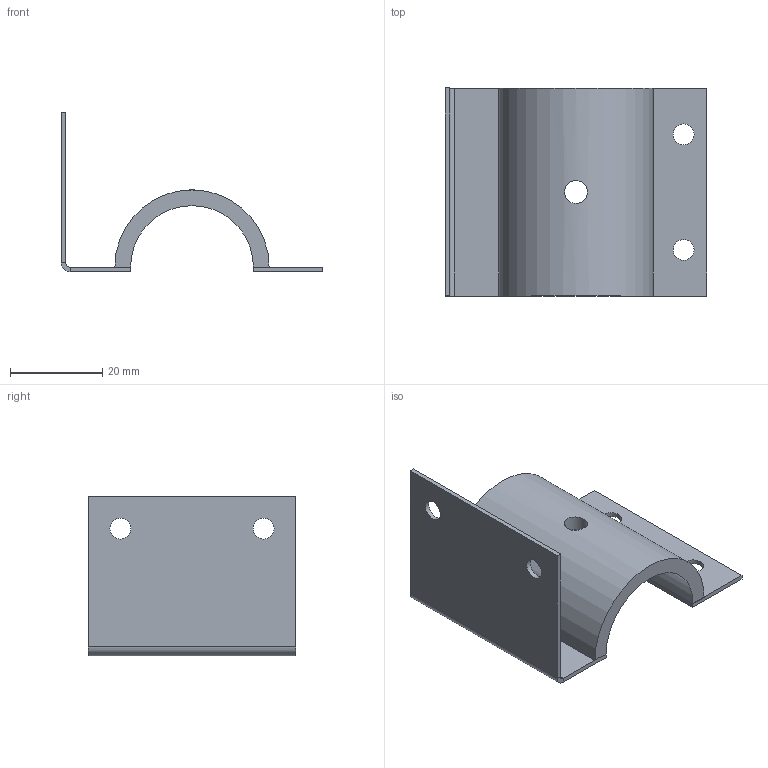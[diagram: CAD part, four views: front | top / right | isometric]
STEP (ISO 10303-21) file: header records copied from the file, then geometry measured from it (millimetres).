
FILE_DESCRIPTION(/* description */ (''),/* implementation_level */ '2;1');
FILE_NAME(/* name */ 'IV stand fixer plate.stp',/* time_stamp */ '2020-08-22T12:44:39-04:00',/* author */ ('ignac'),/* organization */ (''),/* preprocessor_version */ 'ST-DEVELOPER v18',/* originating_system */ 'Autodesk Inventor 2020',/* authorisation */ '');
FILE_SCHEMA (('AUTOMOTIVE_DESIGN { 1 0 10303 214 3 1 1 }'));
Length unit declared in the file: millimetre
Products named in the file (1): Box-iv stand Connector
Bounding box: 56.6 x 45 x 34.5 mm (x, y, z)
Volume: 9908.5 mm3; surface area: 10774.2 mm2
Topology: 3 solids, 3 shells, 31 faces, 73 edges, 48 vertices
Faces by surface type: plane 22, cylinder 9
Full cylindrical faces by diameter (mm): 4.5 x4, 4.978 x1
Entity records: 1020 total; most frequent: CARTESIAN_POINT 222, DIRECTION 153, ORIENTED_EDGE 146, EDGE_CURVE 73, AXIS2_PLACEMENT_3D 52, LINE 49, VECTOR 49, VERTEX_POINT 48
